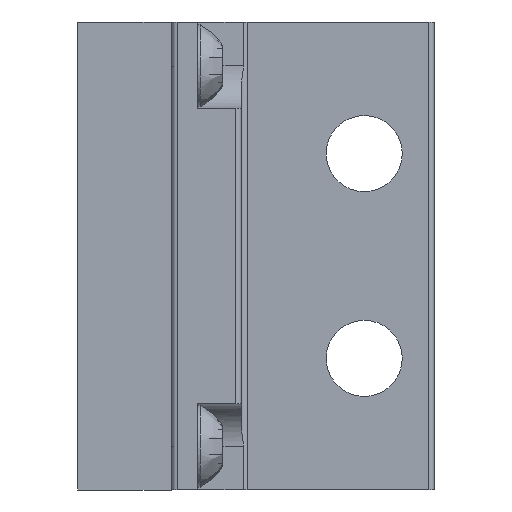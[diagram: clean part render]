
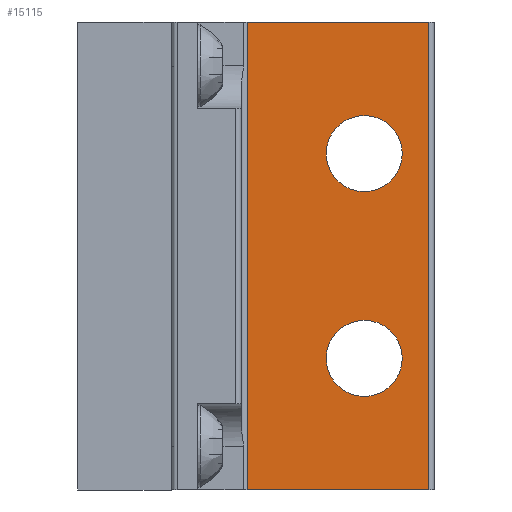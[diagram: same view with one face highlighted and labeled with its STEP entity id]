
A CAD part, left-side view. The second image highlights one B-rep face of the part: STEP entity #15115.
In plain terms, the highlighted planar face has unit normal (-1, 0, 0).
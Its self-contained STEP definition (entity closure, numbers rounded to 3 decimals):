
#14615=AXIS2_PLACEMENT_3D('Circle Axis2P3D',#14613,#14614,$) ;
#14639=AXIS2_PLACEMENT_3D('Circle Axis2P3D',#14637,#14638,$) ;
#14667=AXIS2_PLACEMENT_3D('Circle Axis2P3D',#14665,#14666,$) ;
#14691=AXIS2_PLACEMENT_3D('Circle Axis2P3D',#14689,#14690,$) ;
#15087=AXIS2_PLACEMENT_3D('Plane Axis2P3D',#15084,#15085,#15086) ;
#13718=CARTESIAN_POINT('Vertex',(-279.5,-410.,186.)) ;
#13721=CARTESIAN_POINT('Line Origine',(-279.5,-394.5,186.)) ;
#13725=CARTESIAN_POINT('Vertex',(-279.5,-379.,186.)) ;
#13973=CARTESIAN_POINT('Line Origine',(-279.5,-379.,226.)) ;
#13977=CARTESIAN_POINT('Vertex',(-279.5,-379.,266.)) ;
#14610=CARTESIAN_POINT('Vertex',(-279.5,-404.704,246.616)) ;
#14613=CARTESIAN_POINT('Axis2P3D Location',(-279.5,-399.,243.5)) ;
#14617=CARTESIAN_POINT('Vertex',(-279.5,-393.296,240.384)) ;
#14637=CARTESIAN_POINT('Axis2P3D Location',(-279.5,-399.,243.5)) ;
#14662=CARTESIAN_POINT('Vertex',(-279.5,-404.704,211.616)) ;
#14665=CARTESIAN_POINT('Axis2P3D Location',(-279.5,-399.,208.5)) ;
#14669=CARTESIAN_POINT('Vertex',(-279.5,-393.296,205.384)) ;
#14689=CARTESIAN_POINT('Axis2P3D Location',(-279.5,-399.,208.5)) ;
#15084=CARTESIAN_POINT('Axis2P3D Location',(-279.5,-378.,226.)) ;
#15089=CARTESIAN_POINT('Line Origine',(-279.5,-410.,226.)) ;
#15093=CARTESIAN_POINT('Vertex',(-279.5,-410.,266.)) ;
#15096=CARTESIAN_POINT('Line Origine',(-279.5,-394.5,266.)) ;
#13722=DIRECTION('Vector Direction',(0.,-1.,0.)) ;
#13974=DIRECTION('Vector Direction',(0.,0.,1.)) ;
#14614=DIRECTION('Axis2P3D Direction',(-1.,0.,0.)) ;
#14638=DIRECTION('Axis2P3D Direction',(-1.,0.,0.)) ;
#14666=DIRECTION('Axis2P3D Direction',(-1.,0.,0.)) ;
#14690=DIRECTION('Axis2P3D Direction',(-1.,0.,0.)) ;
#15085=DIRECTION('Axis2P3D Direction',(-1.,0.,0.)) ;
#15086=DIRECTION('Axis2P3D XDirection',(0.,-1.,0.)) ;
#15090=DIRECTION('Vector Direction',(0.,0.,1.)) ;
#15097=DIRECTION('Vector Direction',(0.,-1.,0.)) ;
#13723=VECTOR('Line Direction',#13722,1.) ;
#13975=VECTOR('Line Direction',#13974,1.) ;
#15091=VECTOR('Line Direction',#15090,1.) ;
#15098=VECTOR('Line Direction',#15097,1.) ;
#15102=ORIENTED_EDGE('',*,*,#15095,.T.) ;
#15103=ORIENTED_EDGE('',*,*,#15100,.F.) ;
#15104=ORIENTED_EDGE('',*,*,#13979,.T.) ;
#15105=ORIENTED_EDGE('',*,*,#13727,.T.) ;
#15108=ORIENTED_EDGE('',*,*,#14693,.F.) ;
#15109=ORIENTED_EDGE('',*,*,#14671,.F.) ;
#15112=ORIENTED_EDGE('',*,*,#14641,.F.) ;
#15113=ORIENTED_EDGE('',*,*,#14619,.F.) ;
#15110=FACE_BOUND('',#15107,.T.) ;
#15114=FACE_BOUND('',#15111,.T.) ;
#15115=ADVANCED_FACE('RB0349001_1PA_001_04_N2_4000_FP_TERMINAL_SHORT.14\\PartBody',(#15106,#15110,#15114),#15088,.T.) ;
#14616=CIRCLE('generated circle',#14615,6.5) ;
#14640=CIRCLE('generated circle',#14639,6.5) ;
#14668=CIRCLE('generated circle',#14667,6.5) ;
#14692=CIRCLE('generated circle',#14691,6.5) ;
#13727=EDGE_CURVE('',#13726,#13719,#13724,.T.) ;
#13979=EDGE_CURVE('',#13978,#13726,#13976,.F.) ;
#14619=EDGE_CURVE('',#14611,#14618,#14616,.T.) ;
#14641=EDGE_CURVE('',#14618,#14611,#14640,.T.) ;
#14671=EDGE_CURVE('',#14663,#14670,#14668,.T.) ;
#14693=EDGE_CURVE('',#14670,#14663,#14692,.T.) ;
#15095=EDGE_CURVE('',#13719,#15094,#15092,.T.) ;
#15100=EDGE_CURVE('',#13978,#15094,#15099,.T.) ;
#15101=EDGE_LOOP('',(#15102,#15103,#15104,#15105)) ;
#15107=EDGE_LOOP('',(#15108,#15109)) ;
#15111=EDGE_LOOP('',(#15112,#15113)) ;
#15106=FACE_OUTER_BOUND('',#15101,.T.) ;
#13724=LINE('Line',#13721,#13723) ;
#13976=LINE('Line',#13973,#13975) ;
#15092=LINE('Line',#15089,#15091) ;
#15099=LINE('Line',#15096,#15098) ;
#15088=PLANE('',#15087) ;
#13719=VERTEX_POINT('',#13718) ;
#13726=VERTEX_POINT('',#13725) ;
#13978=VERTEX_POINT('',#13977) ;
#14611=VERTEX_POINT('',#14610) ;
#14618=VERTEX_POINT('',#14617) ;
#14663=VERTEX_POINT('',#14662) ;
#14670=VERTEX_POINT('',#14669) ;
#15094=VERTEX_POINT('',#15093) ;
